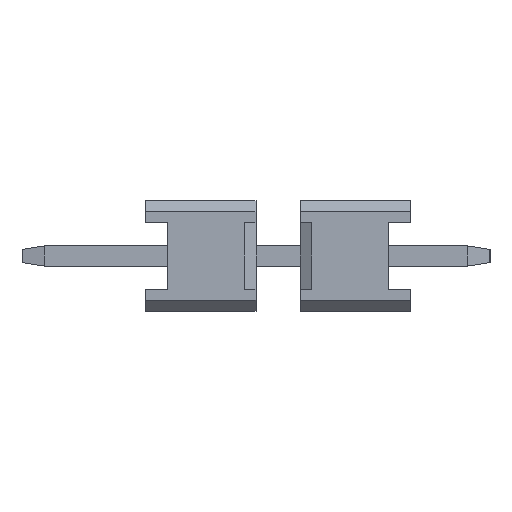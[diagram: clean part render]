
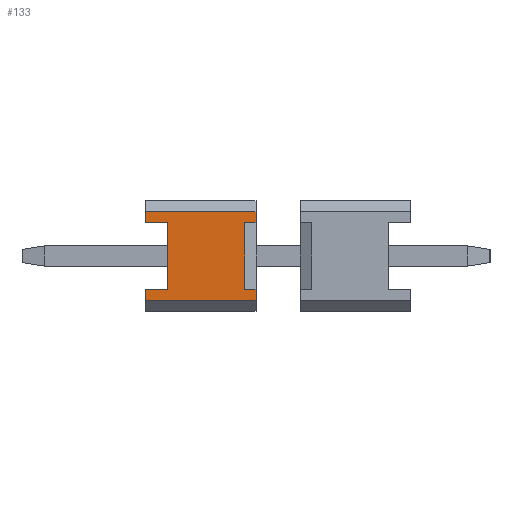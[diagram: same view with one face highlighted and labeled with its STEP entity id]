
A CAD part, left-side view. The second image highlights one B-rep face of the part: STEP entity #133.
In plain terms, the highlighted planar face has unit normal (-1, 0, 0).
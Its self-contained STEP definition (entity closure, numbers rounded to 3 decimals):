
#30=CARTESIAN_POINT('',(-0.635,6.,0.));
#31=DIRECTION('',(0.,0.,1.));
#32=DIRECTION('',(-1.,0.,0.));
#33=AXIS2_PLACEMENT_3D('',#30,#32,#31);
#34=PLANE('',#33);
#35=CARTESIAN_POINT('',(-0.635,3.5,0.75));
#36=VERTEX_POINT('',#35);
#37=CARTESIAN_POINT('',(-0.635,3.5,1.));
#38=VERTEX_POINT('',#37);
#39=CARTESIAN_POINT('',(-0.635,3.5,0.75));
#40=DIRECTION('',(0.,0.,1.));
#41=VECTOR('',#40,0.25);
#42=LINE('',#39,#41);
#43=EDGE_CURVE('',#36,#38,#42,.T.);
#44=ORIENTED_EDGE('',*,*,#43,.T.);
#45=CARTESIAN_POINT('',(-0.635,6.,1.));
#46=VERTEX_POINT('',#45);
#47=CARTESIAN_POINT('',(-0.635,3.5,1.));
#48=DIRECTION('',(0.,1.,0.));
#49=VECTOR('',#48,2.5);
#50=LINE('',#47,#49);
#51=EDGE_CURVE('',#38,#46,#50,.T.);
#52=ORIENTED_EDGE('',*,*,#51,.T.);
#53=CARTESIAN_POINT('',(-0.635,6.,0.75));
#54=VERTEX_POINT('',#53);
#55=CARTESIAN_POINT('',(-0.635,6.,1.));
#56=DIRECTION('',(0.,0.,-1.));
#57=VECTOR('',#56,0.25);
#58=LINE('',#55,#57);
#59=EDGE_CURVE('',#46,#54,#58,.T.);
#60=ORIENTED_EDGE('',*,*,#59,.T.);
#61=CARTESIAN_POINT('',(-0.635,5.5,0.75));
#62=VERTEX_POINT('',#61);
#63=CARTESIAN_POINT('',(-0.635,6.,0.75));
#64=DIRECTION('',(0.,-1.,0.));
#65=VECTOR('',#64,0.5);
#66=LINE('',#63,#65);
#67=EDGE_CURVE('',#54,#62,#66,.T.);
#68=ORIENTED_EDGE('',*,*,#67,.T.);
#69=CARTESIAN_POINT('',(-0.635,5.5,-0.75));
#70=VERTEX_POINT('',#69);
#71=CARTESIAN_POINT('',(-0.635,5.5,0.75));
#72=DIRECTION('',(0.,0.,-1.));
#73=VECTOR('',#72,1.5);
#74=LINE('',#71,#73);
#75=EDGE_CURVE('',#62,#70,#74,.T.);
#76=ORIENTED_EDGE('',*,*,#75,.T.);
#77=CARTESIAN_POINT('',(-0.635,6.,-0.75));
#78=VERTEX_POINT('',#77);
#79=CARTESIAN_POINT('',(-0.635,5.5,-0.75));
#80=DIRECTION('',(0.,1.,0.));
#81=VECTOR('',#80,0.5);
#82=LINE('',#79,#81);
#83=EDGE_CURVE('',#70,#78,#82,.T.);
#84=ORIENTED_EDGE('',*,*,#83,.T.);
#85=CARTESIAN_POINT('',(-0.635,6.,-1.));
#86=VERTEX_POINT('',#85);
#87=CARTESIAN_POINT('',(-0.635,6.,-0.75));
#88=DIRECTION('',(0.,0.,-1.));
#89=VECTOR('',#88,0.25);
#90=LINE('',#87,#89);
#91=EDGE_CURVE('',#78,#86,#90,.T.);
#92=ORIENTED_EDGE('',*,*,#91,.T.);
#93=CARTESIAN_POINT('',(-0.635,3.5,-1.));
#94=VERTEX_POINT('',#93);
#95=CARTESIAN_POINT('',(-0.635,6.,-1.));
#96=DIRECTION('',(0.,-1.,0.));
#97=VECTOR('',#96,2.5);
#98=LINE('',#95,#97);
#99=EDGE_CURVE('',#86,#94,#98,.T.);
#100=ORIENTED_EDGE('',*,*,#99,.T.);
#101=CARTESIAN_POINT('',(-0.635,3.5,-0.75));
#102=VERTEX_POINT('',#101);
#103=CARTESIAN_POINT('',(-0.635,3.5,-1.));
#104=DIRECTION('',(0.,0.,1.));
#105=VECTOR('',#104,0.25);
#106=LINE('',#103,#105);
#107=EDGE_CURVE('',#94,#102,#106,.T.);
#108=ORIENTED_EDGE('',*,*,#107,.T.);
#109=CARTESIAN_POINT('',(-0.635,3.76,-0.75));
#110=VERTEX_POINT('',#109);
#111=CARTESIAN_POINT('',(-0.635,3.5,-0.75));
#112=DIRECTION('',(0.,1.,0.));
#113=VECTOR('',#112,0.26);
#114=LINE('',#111,#113);
#115=EDGE_CURVE('',#102,#110,#114,.T.);
#116=ORIENTED_EDGE('',*,*,#115,.T.);
#117=CARTESIAN_POINT('',(-0.635,3.76,0.75));
#118=VERTEX_POINT('',#117);
#119=CARTESIAN_POINT('',(-0.635,3.76,-0.75));
#120=DIRECTION('',(0.,0.,1.));
#121=VECTOR('',#120,1.5);
#122=LINE('',#119,#121);
#123=EDGE_CURVE('',#110,#118,#122,.T.);
#124=ORIENTED_EDGE('',*,*,#123,.T.);
#125=CARTESIAN_POINT('',(-0.635,3.76,0.75));
#126=DIRECTION('',(0.,-1.,0.));
#127=VECTOR('',#126,0.26);
#128=LINE('',#125,#127);
#129=EDGE_CURVE('',#118,#36,#128,.T.);
#130=ORIENTED_EDGE('',*,*,#129,.T.);
#131=EDGE_LOOP('',(#44,#52,#60,#68,#76,#84,#92,#100,#108,#116,#124,#130));
#132=FACE_OUTER_BOUND('',#131,.T.);
#133=ADVANCED_FACE('',(#132),#34,.T.);
